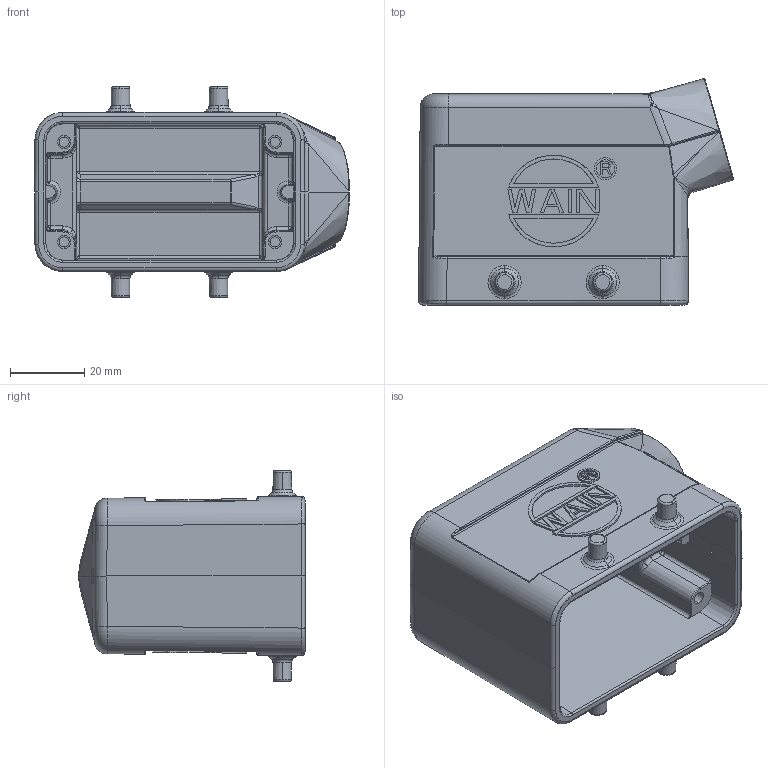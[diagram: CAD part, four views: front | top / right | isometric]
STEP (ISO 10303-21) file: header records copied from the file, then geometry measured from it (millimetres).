
FILE_DESCRIPTION(/* description */ (''),/* implementation_level */ '2;1');
FILE_NAME(/* name */ '3D_1240105301010_HV10B-SE-4B-PG16_V1.1.stp',/* time_stamp */ '2023-12-28T13:47:41+08:00',/* author */ (''),/* organization */ (''),/* preprocessor_version */ 'ST-DEVELOPER v18.1',/* originating_system */ 'SIEMENS PLM Software NX 1980',/* authorisation */ '');
FILE_SCHEMA (('AUTOMOTIVE_DESIGN { 1 0 10303 214 3 1 1 1 }'));
Length unit declared in the file: millimetre
Products named in the file (1): 145916701EA0cuia
Bounding box: 85.1 x 61.21 x 57 mm (x, y, z)
Volume: 56577.4 mm3; surface area: 31183.1 mm2
Topology: 1 solids, 2 shells, 644 faces, 1617 edges, 999 vertices
Faces by surface type: plane 259, cylinder 168, torus 90, bspline 56, cone 40, sphere 23, extrusion 8
Entity records: 23470 total; most frequent: CARTESIAN_POINT 9459, ORIENTED_EDGE 3192, DIRECTION 2405, EDGE_CURVE 1597, VERTEX_POINT 999, AXIS2_PLACEMENT_3D 853, VECTOR 699, LINE 691
